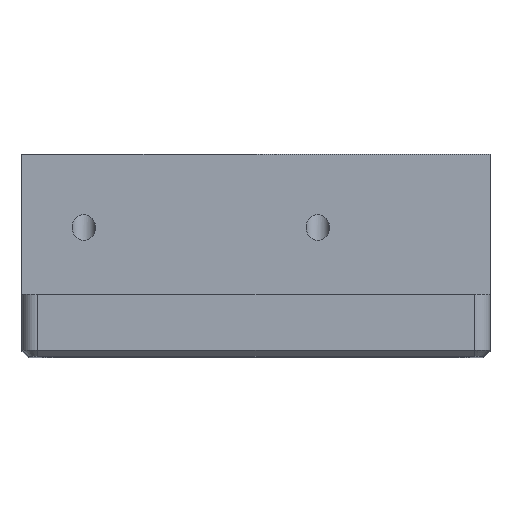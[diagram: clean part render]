
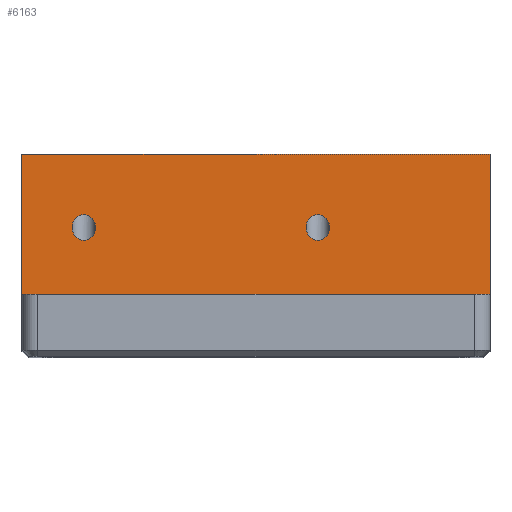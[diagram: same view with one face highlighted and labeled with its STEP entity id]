
A CAD part, top view. The second image highlights one B-rep face of the part: STEP entity #6163.
In plain terms, the highlighted planar face has unit normal (0, 0, 1).
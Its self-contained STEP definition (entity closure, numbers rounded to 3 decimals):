
#2067=DIRECTION('',(0.,1.,0.));
#2068=VECTOR('',#2067,9.);
#2069=CARTESIAN_POINT('',(111.699,105.5,85.103));
#2070=LINE('',#2069,#2068);
#2113=DIRECTION('',(0.,1.,0.));
#2114=VECTOR('',#2113,9.);
#2115=CARTESIAN_POINT('',(141.699,105.5,85.103));
#2116=LINE('',#2115,#2114);
#2134=DIRECTION('',(1.,0.,0.));
#2135=VECTOR('',#2134,30.);
#2136=CARTESIAN_POINT('',(111.699,105.5,85.103));
#2137=LINE('',#2136,#2135);
#2138=CARTESIAN_POINT('',(114.914,109.821,85.103));
#2139=CARTESIAN_POINT('',(114.914,109.919,85.103));
#2140=CARTESIAN_POINT('',(114.946,110.13,85.103));
#2141=CARTESIAN_POINT('',(115.117,110.424,85.103));
#2142=CARTESIAN_POINT('',(115.386,110.614,85.103));
#2143=CARTESIAN_POINT('',(115.664,110.667,85.103));
#2144=CARTESIAN_POINT('',(115.941,110.614,85.103));
#2145=CARTESIAN_POINT('',(116.211,110.424,85.103));
#2146=CARTESIAN_POINT('',(116.382,110.13,85.103));
#2147=CARTESIAN_POINT('',(116.414,109.919,85.103));
#2148=CARTESIAN_POINT('',(116.414,109.821,85.103));
#2150=CARTESIAN_POINT('',(129.914,109.821,85.103));
#2151=CARTESIAN_POINT('',(129.914,109.919,85.103));
#2152=CARTESIAN_POINT('',(129.946,110.13,85.103));
#2153=CARTESIAN_POINT('',(130.117,110.424,85.103));
#2154=CARTESIAN_POINT('',(130.386,110.614,85.103));
#2155=CARTESIAN_POINT('',(130.664,110.667,85.103));
#2156=CARTESIAN_POINT('',(130.941,110.614,85.103));
#2157=CARTESIAN_POINT('',(131.211,110.424,85.103));
#2158=CARTESIAN_POINT('',(131.382,110.13,85.103));
#2159=CARTESIAN_POINT('',(131.414,109.919,85.103));
#2160=CARTESIAN_POINT('',(131.414,109.821,85.103));
#2162=DIRECTION('',(1.,0.,0.));
#2163=VECTOR('',#2162,30.);
#2164=CARTESIAN_POINT('',(111.699,114.5,85.103));
#2165=LINE('',#2164,#2163);
#2378=CARTESIAN_POINT('',(116.414,109.821,85.103));
#2379=CARTESIAN_POINT('',(116.414,109.724,85.103));
#2380=CARTESIAN_POINT('',(116.382,109.513,85.103));
#2381=CARTESIAN_POINT('',(116.211,109.219,85.103));
#2382=CARTESIAN_POINT('',(115.941,109.029,85.103));
#2383=CARTESIAN_POINT('',(115.664,108.976,85.103));
#2384=CARTESIAN_POINT('',(115.386,109.029,85.103));
#2385=CARTESIAN_POINT('',(115.117,109.219,85.103));
#2386=CARTESIAN_POINT('',(114.946,109.513,85.103));
#2387=CARTESIAN_POINT('',(114.914,109.724,85.103));
#2388=CARTESIAN_POINT('',(114.914,109.821,85.103));
#2398=CARTESIAN_POINT('',(131.414,109.821,85.103));
#2399=CARTESIAN_POINT('',(131.414,109.724,85.103));
#2400=CARTESIAN_POINT('',(131.382,109.513,85.103));
#2401=CARTESIAN_POINT('',(131.211,109.219,85.103));
#2402=CARTESIAN_POINT('',(130.941,109.029,85.103));
#2403=CARTESIAN_POINT('',(130.664,108.976,85.103));
#2404=CARTESIAN_POINT('',(130.386,109.029,85.103));
#2405=CARTESIAN_POINT('',(130.117,109.219,85.103));
#2406=CARTESIAN_POINT('',(129.946,109.513,85.103));
#2407=CARTESIAN_POINT('',(129.914,109.724,85.103));
#2408=CARTESIAN_POINT('',(129.914,109.821,85.103));
#2498=CARTESIAN_POINT('',(111.699,105.5,85.103));
#2499=CARTESIAN_POINT('',(111.699,114.5,85.103));
#2500=VERTEX_POINT('',#2498);
#2501=VERTEX_POINT('',#2499);
#2504=CARTESIAN_POINT('',(141.699,105.5,85.103));
#2505=CARTESIAN_POINT('',(141.699,114.5,85.103));
#2506=VERTEX_POINT('',#2504);
#2507=VERTEX_POINT('',#2505);
#2706=VERTEX_POINT('',#2138);
#2707=VERTEX_POINT('',#2148);
#2708=VERTEX_POINT('',#2150);
#2709=VERTEX_POINT('',#2160);
#6139=CARTESIAN_POINT('',(111.699,105.5,85.103));
#6140=DIRECTION('',(0.,0.,1.));
#6141=DIRECTION('',(0.,1.,0.));
#6142=AXIS2_PLACEMENT_3D('',#6139,#6140,#6141);
#6143=PLANE('',#6142);
#6144=ORIENTED_EDGE('',*,*,#6059,.T.);
#6146=ORIENTED_EDGE('',*,*,#6145,.T.);
#6147=ORIENTED_EDGE('',*,*,#6117,.F.);
#6148=ORIENTED_EDGE('',*,*,#3151,.F.);
#6149=EDGE_LOOP('',(#6144,#6146,#6147,#6148));
#6150=FACE_OUTER_BOUND('',#6149,.F.);
#6152=ORIENTED_EDGE('',*,*,#6151,.F.);
#6154=ORIENTED_EDGE('',*,*,#6153,.F.);
#6155=EDGE_LOOP('',(#6152,#6154));
#6156=FACE_BOUND('',#6155,.F.);
#6158=ORIENTED_EDGE('',*,*,#6157,.F.);
#6160=ORIENTED_EDGE('',*,*,#6159,.F.);
#6161=EDGE_LOOP('',(#6158,#6160));
#6162=FACE_BOUND('',#6161,.F.);
#6163=ADVANCED_FACE('',(#6150,#6156,#6162),#6143,.T.);
#2149=B_SPLINE_CURVE_WITH_KNOTS('',3,(#2138,#2139,#2140,#2141,#2142,#2143,#2144,
#2145,#2146,#2147,#2148),.UNSPECIFIED.,.F.,.F.,(4,1,1,1,1,1,1,1,4),(0.,
0.125,0.25,0.375,0.5,0.625,0.75,0.875,1.),.UNSPECIFIED.);
#2161=B_SPLINE_CURVE_WITH_KNOTS('',3,(#2150,#2151,#2152,#2153,#2154,#2155,#2156,
#2157,#2158,#2159,#2160),.UNSPECIFIED.,.F.,.F.,(4,1,1,1,1,1,1,1,4),(0.,
0.125,0.25,0.375,0.5,0.625,0.75,0.875,1.),.UNSPECIFIED.);
#2389=B_SPLINE_CURVE_WITH_KNOTS('',3,(#2378,#2379,#2380,#2381,#2382,#2383,#2384,
#2385,#2386,#2387,#2388),.UNSPECIFIED.,.F.,.F.,(4,1,1,1,1,1,1,1,4),(0.,
0.125,0.25,0.375,0.5,0.625,0.75,0.875,1.),.UNSPECIFIED.);
#2409=B_SPLINE_CURVE_WITH_KNOTS('',3,(#2398,#2399,#2400,#2401,#2402,#2403,#2404,
#2405,#2406,#2407,#2408),.UNSPECIFIED.,.F.,.F.,(4,1,1,1,1,1,1,1,4),(0.,
0.125,0.25,0.375,0.5,0.625,0.75,0.875,1.),.UNSPECIFIED.);
#3151=EDGE_CURVE('',#2500,#2506,#2137,.T.);
#6059=EDGE_CURVE('',#2500,#2501,#2070,.T.);
#6117=EDGE_CURVE('',#2506,#2507,#2116,.T.);
#6145=EDGE_CURVE('',#2501,#2507,#2165,.T.);
#6151=EDGE_CURVE('',#2707,#2706,#2389,.T.);
#6153=EDGE_CURVE('',#2706,#2707,#2149,.T.);
#6157=EDGE_CURVE('',#2709,#2708,#2409,.T.);
#6159=EDGE_CURVE('',#2708,#2709,#2161,.T.);
